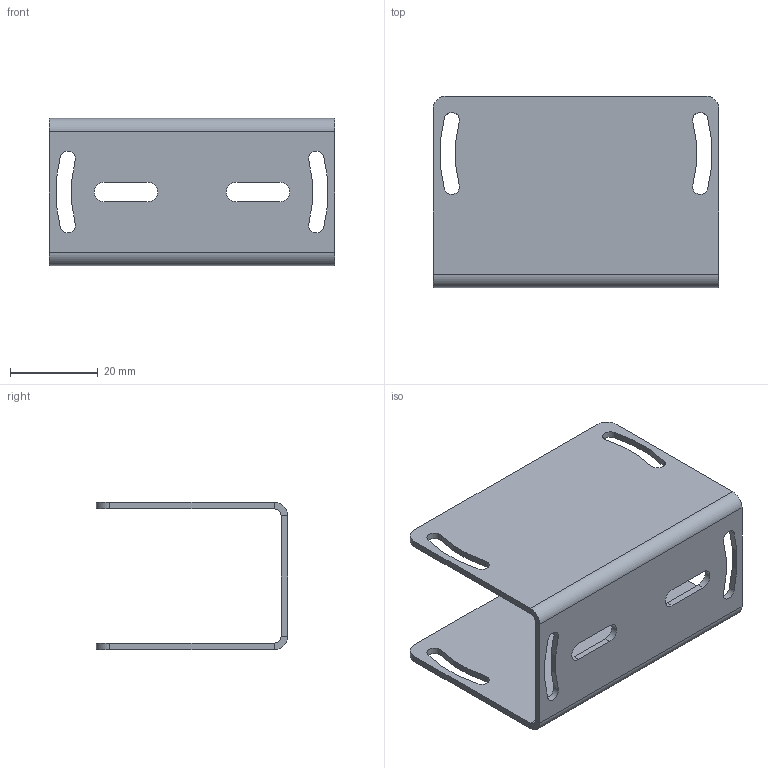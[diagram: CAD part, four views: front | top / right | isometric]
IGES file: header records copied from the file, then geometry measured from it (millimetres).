
Start section:  PTC IGES file: 156626.igs
Global section: file name: 156626.igs; native system: Pro/ENGINEER by Parametric Technology Corporation; preprocessor: 2009141; author: banengservice; organization: Unknown; date: 20110406.114516; units: inch
Bounding box: 65 x 43.5 x 33.5 mm (x, y, z)
Volume: 10507.6 mm3; surface area: 15038.7 mm2
Topology: 1 solids, 1 shells, 238 faces, 665 edges, 438 vertices
Faces by surface type: bspline 202, revolution 36
